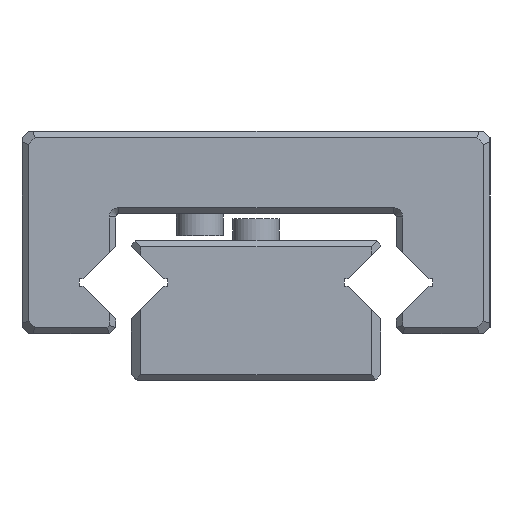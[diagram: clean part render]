
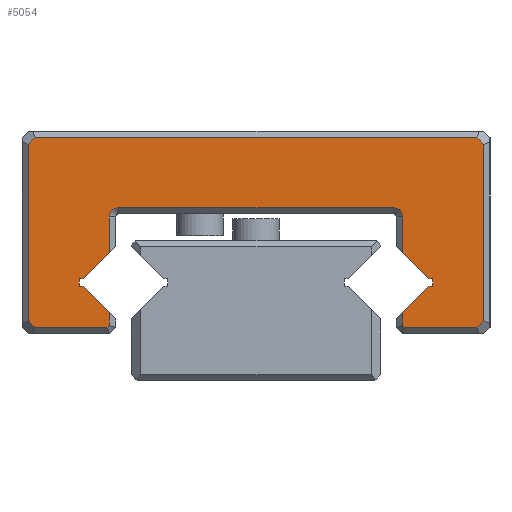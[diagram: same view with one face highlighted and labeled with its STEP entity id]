
A CAD part, left-side view. The second image highlights one B-rep face of the part: STEP entity #5054.
In plain terms, the highlighted planar face has unit normal (-1, 0, 0).
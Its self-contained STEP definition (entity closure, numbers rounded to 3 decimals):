
#4922=CIRCLE('',#18022,0.3);
#4923=CIRCLE('',#18023,0.3);
#5054=ADVANCED_FACE('',(#6284),#5781,.F.);
#5781=PLANE('',#18024);
#6284=FACE_OUTER_BOUND('',#7112,.T.);
#7112=EDGE_LOOP('',(#8755,#8756,#8757,#8758,#8759,#8760,#8761,#8762,#8763,
#8764,#8765,#8766,#8767,#8768,#8769,#8770,#8771,#8772,#8773,#8774,#8775,
#8776,#8777,#8778,#8779,#8780,#8781,#8782));
#8755=ORIENTED_EDGE('',*,*,#13740,.T.);
#8756=ORIENTED_EDGE('',*,*,#13741,.T.);
#8757=ORIENTED_EDGE('',*,*,#13742,.T.);
#8758=ORIENTED_EDGE('',*,*,#13743,.T.);
#8759=ORIENTED_EDGE('',*,*,#13744,.T.);
#8760=ORIENTED_EDGE('',*,*,#13745,.T.);
#8761=ORIENTED_EDGE('',*,*,#13746,.T.);
#8762=ORIENTED_EDGE('',*,*,#13747,.T.);
#8763=ORIENTED_EDGE('',*,*,#13748,.T.);
#8764=ORIENTED_EDGE('',*,*,#13749,.T.);
#8765=ORIENTED_EDGE('',*,*,#13694,.F.);
#8766=ORIENTED_EDGE('',*,*,#13688,.F.);
#8767=ORIENTED_EDGE('',*,*,#13685,.F.);
#8768=ORIENTED_EDGE('',*,*,#13682,.F.);
#8769=ORIENTED_EDGE('',*,*,#13678,.F.);
#8770=ORIENTED_EDGE('',*,*,#13750,.T.);
#8771=ORIENTED_EDGE('',*,*,#13751,.T.);
#8772=ORIENTED_EDGE('',*,*,#13752,.T.);
#8773=ORIENTED_EDGE('',*,*,#13753,.T.);
#8774=ORIENTED_EDGE('',*,*,#13754,.T.);
#8775=ORIENTED_EDGE('',*,*,#13644,.F.);
#8776=ORIENTED_EDGE('',*,*,#13641,.F.);
#8777=ORIENTED_EDGE('',*,*,#13638,.F.);
#8778=ORIENTED_EDGE('',*,*,#13635,.F.);
#8779=ORIENTED_EDGE('',*,*,#13633,.F.);
#8780=ORIENTED_EDGE('',*,*,#13755,.T.);
#8781=ORIENTED_EDGE('',*,*,#13756,.T.);
#8782=ORIENTED_EDGE('',*,*,#13757,.T.);
#12286=VERTEX_POINT('',#23188);
#12287=VERTEX_POINT('',#23190);
#12288=VERTEX_POINT('',#23194);
#12290=VERTEX_POINT('',#23200);
#12292=VERTEX_POINT('',#23206);
#12294=VERTEX_POINT('',#23212);
#12325=VERTEX_POINT('',#23280);
#12326=VERTEX_POINT('',#23282);
#12329=VERTEX_POINT('',#23290);
#12331=VERTEX_POINT('',#23296);
#12333=VERTEX_POINT('',#23302);
#12338=VERTEX_POINT('',#23314);
#12380=VERTEX_POINT('',#23407);
#12381=VERTEX_POINT('',#23408);
#12382=VERTEX_POINT('',#23410);
#12383=VERTEX_POINT('',#23412);
#12384=VERTEX_POINT('',#23414);
#12385=VERTEX_POINT('',#23416);
#12386=VERTEX_POINT('',#23418);
#12387=VERTEX_POINT('',#23420);
#12388=VERTEX_POINT('',#23422);
#12389=VERTEX_POINT('',#23424);
#12390=VERTEX_POINT('',#23427);
#12391=VERTEX_POINT('',#23429);
#12392=VERTEX_POINT('',#23431);
#12393=VERTEX_POINT('',#23433);
#12394=VERTEX_POINT('',#23436);
#12395=VERTEX_POINT('',#23438);
#13633=EDGE_CURVE('',#12286,#12287,#15360,.T.);
#13635=EDGE_CURVE('',#12287,#12288,#15362,.T.);
#13638=EDGE_CURVE('',#12288,#12290,#15365,.T.);
#13641=EDGE_CURVE('',#12290,#12292,#15368,.T.);
#13644=EDGE_CURVE('',#12292,#12294,#15371,.T.);
#13678=EDGE_CURVE('',#12325,#12326,#15396,.T.);
#13682=EDGE_CURVE('',#12326,#12329,#15400,.T.);
#13685=EDGE_CURVE('',#12329,#12331,#15403,.T.);
#13688=EDGE_CURVE('',#12331,#12333,#15406,.T.);
#13694=EDGE_CURVE('',#12333,#12338,#15412,.T.);
#13740=EDGE_CURVE('',#12380,#12381,#15447,.T.);
#13741=EDGE_CURVE('',#12381,#12382,#15448,.T.);
#13742=EDGE_CURVE('',#12382,#12383,#15449,.T.);
#13743=EDGE_CURVE('',#12383,#12384,#15450,.T.);
#13744=EDGE_CURVE('',#12384,#12385,#15451,.T.);
#13745=EDGE_CURVE('',#12385,#12386,#15452,.T.);
#13746=EDGE_CURVE('',#12386,#12387,#15453,.T.);
#13747=EDGE_CURVE('',#12387,#12388,#15454,.T.);
#13748=EDGE_CURVE('',#12388,#12389,#15455,.T.);
#13749=EDGE_CURVE('',#12389,#12338,#15456,.T.);
#13750=EDGE_CURVE('',#12325,#12390,#15457,.T.);
#13751=EDGE_CURVE('',#12390,#12391,#4922,.T.);
#13752=EDGE_CURVE('',#12391,#12392,#15458,.T.);
#13753=EDGE_CURVE('',#12392,#12393,#4923,.T.);
#13754=EDGE_CURVE('',#12393,#12294,#15459,.T.);
#13755=EDGE_CURVE('',#12286,#12394,#15460,.T.);
#13756=EDGE_CURVE('',#12394,#12395,#15461,.T.);
#13757=EDGE_CURVE('',#12395,#12380,#15462,.T.);
#15360=LINE('',#23189,#16824);
#15362=LINE('',#23193,#16826);
#15365=LINE('',#23199,#16829);
#15368=LINE('',#23205,#16832);
#15371=LINE('',#23211,#16835);
#15396=LINE('',#23281,#16860);
#15400=LINE('',#23289,#16864);
#15403=LINE('',#23295,#16867);
#15406=LINE('',#23301,#16870);
#15412=LINE('',#23313,#16876);
#15447=LINE('',#23406,#16911);
#15448=LINE('',#23409,#16912);
#15449=LINE('',#23411,#16913);
#15450=LINE('',#23413,#16914);
#15451=LINE('',#23415,#16915);
#15452=LINE('',#23417,#16916);
#15453=LINE('',#23419,#16917);
#15454=LINE('',#23421,#16918);
#15455=LINE('',#23423,#16919);
#15456=LINE('',#23425,#16920);
#15457=LINE('',#23426,#16921);
#15458=LINE('',#23430,#16922);
#15459=LINE('',#23434,#16923);
#15460=LINE('',#23435,#16924);
#15461=LINE('',#23437,#16925);
#15462=LINE('',#23439,#16926);
#16824=VECTOR('',#19245,1.);
#16826=VECTOR('',#19249,1.);
#16829=VECTOR('',#19254,1.);
#16832=VECTOR('',#19259,1.);
#16835=VECTOR('',#19264,1.);
#16860=VECTOR('',#19315,1.);
#16864=VECTOR('',#19321,1.);
#16867=VECTOR('',#19326,1.);
#16870=VECTOR('',#19331,1.);
#16876=VECTOR('',#19339,1.);
#16911=VECTOR('',#19406,1.);
#16912=VECTOR('',#19407,1.);
#16913=VECTOR('',#19408,1.);
#16914=VECTOR('',#19409,1.);
#16915=VECTOR('',#19410,1.);
#16916=VECTOR('',#19411,1.);
#16917=VECTOR('',#19412,1.);
#16918=VECTOR('',#19413,1.);
#16919=VECTOR('',#19414,1.);
#16920=VECTOR('',#19415,1.);
#16921=VECTOR('',#19416,1.);
#16922=VECTOR('',#19419,1.);
#16923=VECTOR('',#19422,1.);
#16924=VECTOR('',#19423,1.);
#16925=VECTOR('',#19424,1.);
#16926=VECTOR('',#19425,1.);
#18022=AXIS2_PLACEMENT_3D('',#23428,#19417,#19418);
#18023=AXIS2_PLACEMENT_3D('',#23432,#19420,#19421);
#18024=AXIS2_PLACEMENT_3D('',#23440,#19426,#19427);
#19245=DIRECTION('',(0.,-0.707,0.707));
#19249=DIRECTION('',(0.,-1.,0.));
#19254=DIRECTION('',(0.,0.,1.));
#19259=DIRECTION('',(0.,1.,0.));
#19264=DIRECTION('',(0.,0.707,0.707));
#19315=DIRECTION('',(0.,0.707,-0.707));
#19321=DIRECTION('',(0.,1.,0.));
#19326=DIRECTION('',(0.,0.,-1.));
#19331=DIRECTION('',(0.,-1.,0.));
#19339=DIRECTION('',(0.,-0.707,-0.707));
#19406=DIRECTION('',(0.,-0.707,0.707));
#19407=DIRECTION('',(0.,0.,1.));
#19408=DIRECTION('',(0.,0.707,0.707));
#19409=DIRECTION('',(0.,1.,0.));
#19410=DIRECTION('',(0.,0.707,-0.707));
#19411=DIRECTION('',(0.,0.,-1.));
#19412=DIRECTION('',(0.,-0.707,-0.707));
#19413=DIRECTION('',(0.,-1.,0.));
#19414=DIRECTION('',(0.,-0.707,0.707));
#19415=DIRECTION('',(0.,0.,1.));
#19416=DIRECTION('',(0.,0.,1.));
#19417=DIRECTION('',(1.,0.,0.));
#19418=DIRECTION('',(0.,0.,-1.));
#19419=DIRECTION('',(0.,-1.,0.));
#19420=DIRECTION('',(1.,0.,0.));
#19421=DIRECTION('',(0.,0.,-1.));
#19422=DIRECTION('',(0.,0.,-1.));
#19423=DIRECTION('',(0.,0.,-1.));
#19424=DIRECTION('',(0.,-0.707,-0.707));
#19425=DIRECTION('',(0.,-1.,0.));
#19426=DIRECTION('',(1.,0.,0.));
#19427=DIRECTION('',(0.,0.,1.));
#23188=CARTESIAN_POINT('',(-35.,-4.7,2.186));
#23189=CARTESIAN_POINT('',(-35.,-4.5,1.986));
#23190=CARTESIAN_POINT('',(-35.,-5.539,3.025));
#23193=CARTESIAN_POINT('',(-35.,-5.539,3.025));
#23194=CARTESIAN_POINT('',(-35.,-5.664,3.025));
#23199=CARTESIAN_POINT('',(-35.,-5.664,3.15));
#23200=CARTESIAN_POINT('',(-35.,-5.664,3.275));
#23205=CARTESIAN_POINT('',(-35.,-5.664,3.275));
#23206=CARTESIAN_POINT('',(-35.,-5.539,3.275));
#23211=CARTESIAN_POINT('',(-35.,-5.539,3.275));
#23212=CARTESIAN_POINT('',(-35.,-4.7,4.114));
#23280=CARTESIAN_POINT('',(-35.,4.7,4.114));
#23281=CARTESIAN_POINT('',(-35.,4.5,4.314));
#23282=CARTESIAN_POINT('',(-35.,5.539,3.275));
#23289=CARTESIAN_POINT('',(-35.,5.539,3.275));
#23290=CARTESIAN_POINT('',(-35.,5.664,3.275));
#23295=CARTESIAN_POINT('',(-35.,5.664,3.15));
#23296=CARTESIAN_POINT('',(-35.,5.664,3.025));
#23301=CARTESIAN_POINT('',(-35.,5.664,3.025));
#23302=CARTESIAN_POINT('',(-35.,5.539,3.025));
#23313=CARTESIAN_POINT('',(-35.,5.539,3.025));
#23314=CARTESIAN_POINT('',(-35.,4.7,2.186));
#23406=CARTESIAN_POINT('',(-35.,-7.288,1.912));
#23407=CARTESIAN_POINT('',(-35.,-7.076,1.7));
#23408=CARTESIAN_POINT('',(-35.,-7.3,1.924));
#23409=CARTESIAN_POINT('',(-35.,-7.3,0.));
#23410=CARTESIAN_POINT('',(-35.,-7.3,7.576));
#23411=CARTESIAN_POINT('',(-35.,-7.088,7.788));
#23412=CARTESIAN_POINT('',(-35.,-7.076,7.8));
#23413=CARTESIAN_POINT('',(-35.,0.,7.8));
#23414=CARTESIAN_POINT('',(-35.,7.076,7.8));
#23415=CARTESIAN_POINT('',(-35.,7.288,7.588));
#23416=CARTESIAN_POINT('',(-35.,7.3,7.576));
#23417=CARTESIAN_POINT('',(-35.,7.3,0.));
#23418=CARTESIAN_POINT('',(-35.,7.3,1.924));
#23419=CARTESIAN_POINT('',(-35.,7.088,1.712));
#23420=CARTESIAN_POINT('',(-35.,7.076,1.7));
#23421=CARTESIAN_POINT('',(-35.,0.,1.7));
#23422=CARTESIAN_POINT('',(-35.,4.783,1.7));
#23423=CARTESIAN_POINT('',(-35.,4.641,1.841));
#23424=CARTESIAN_POINT('',(-35.,4.7,1.783));
#23425=CARTESIAN_POINT('',(-35.,4.7,0.));
#23426=CARTESIAN_POINT('',(-35.,4.7,0.));
#23427=CARTESIAN_POINT('',(-35.,4.7,5.25));
#23428=CARTESIAN_POINT('',(-35.,4.4,5.25));
#23429=CARTESIAN_POINT('',(-35.,4.4,5.55));
#23430=CARTESIAN_POINT('',(-35.,0.,5.55));
#23431=CARTESIAN_POINT('',(-35.,-4.4,5.55));
#23432=CARTESIAN_POINT('',(-35.,-4.4,5.25));
#23433=CARTESIAN_POINT('',(-35.,-4.7,5.25));
#23434=CARTESIAN_POINT('',(-35.,-4.7,0.));
#23435=CARTESIAN_POINT('',(-35.,-4.7,0.));
#23436=CARTESIAN_POINT('',(-35.,-4.7,1.783));
#23437=CARTESIAN_POINT('',(-35.,-4.841,1.641));
#23438=CARTESIAN_POINT('',(-35.,-4.783,1.7));
#23439=CARTESIAN_POINT('',(-35.,0.,1.7));
#23440=CARTESIAN_POINT('',(-35.,0.,0.));
